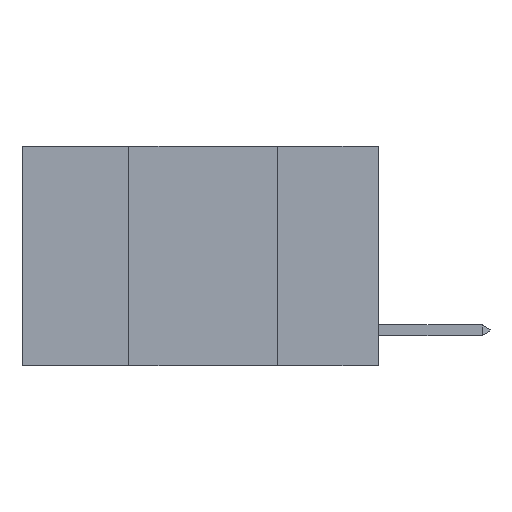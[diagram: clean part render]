
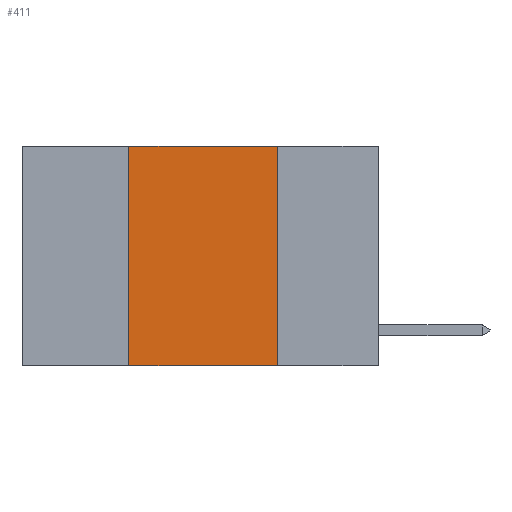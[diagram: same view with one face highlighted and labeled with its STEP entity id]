
A CAD part, left-side view. The second image highlights one B-rep face of the part: STEP entity #411.
In plain terms, the highlighted planar face has unit normal (-1, 0, 0).
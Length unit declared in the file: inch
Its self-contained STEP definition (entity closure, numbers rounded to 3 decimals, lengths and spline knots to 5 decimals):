
#63 = DIRECTION ( 'NONE',  ( 0., 0., -1. ) ) ;
#411 = ADVANCED_FACE ( 'NONE', ( #1992 ), #10721, .F. ) ;
#670 = VERTEX_POINT ( 'NONE', #8438 ) ;
#717 = DIRECTION ( 'NONE',  ( 0., -1., 0. ) ) ;
#1946 = DIRECTION ( 'NONE',  ( 0., 0., 1. ) ) ;
#1992 = FACE_OUTER_BOUND ( 'NONE', #14171, .T. ) ;
#2436 = EDGE_CURVE ( 'NONE', #670, #10776, #15874, .T. ) ;
#2681 = ORIENTED_EDGE ( 'NONE', *, *, #3722, .F. ) ;
#3301 = ORIENTED_EDGE ( 'NONE', *, *, #3719, .F. ) ;
#3717 = ORIENTED_EDGE ( 'NONE', *, *, #2436, .F. ) ;
#3719 = EDGE_CURVE ( 'NONE', #10776, #12235, #16353, .T. ) ;
#3722 = EDGE_CURVE ( 'NONE', #14571, #670, #16728, .T. ) ;
#3857 = EDGE_CURVE ( 'NONE', #14571, #12235, #7488, .T. ) ;
#5599 = VECTOR ( 'NONE', #12000, 39.37008 ) ;
#5875 = CARTESIAN_POINT ( 'NONE',  ( 0., 0.42, 0. ) ) ;
#6153 = ORIENTED_EDGE ( 'NONE', *, *, #3857, .T. ) ;
#6774 = AXIS2_PLACEMENT_3D ( 'NONE', #10155, #7882, #63 ) ;
#7488 = LINE ( 'NONE', #16449, #10509 ) ;
#7882 = DIRECTION ( 'NONE',  ( 1., 0., 0. ) ) ;
#8438 = CARTESIAN_POINT ( 'NONE',  ( 0., 0.42, 0. ) ) ;
#9922 = VECTOR ( 'NONE', #12300, 39.37008 ) ;
#10155 = CARTESIAN_POINT ( 'NONE',  ( 0., 0.6, 0. ) ) ;
#10509 = VECTOR ( 'NONE', #717, 39.37008 ) ;
#10617 = CARTESIAN_POINT ( 'NONE',  ( 0., 0.17, 0. ) ) ;
#10719 = CARTESIAN_POINT ( 'NONE',  ( 0., 0.6, 0. ) ) ;
#10721 = PLANE ( 'NONE',  #6774 ) ;
#10776 = VERTEX_POINT ( 'NONE', #10617 ) ;
#11534 = CARTESIAN_POINT ( 'NONE',  ( 0., 0.42, -0.37 ) ) ;
#12000 = DIRECTION ( 'NONE',  ( 0., -1., 0. ) ) ;
#12235 = VERTEX_POINT ( 'NONE', #13476 ) ;
#12300 = DIRECTION ( 'NONE',  ( 0., 0., -1. ) ) ;
#13476 = CARTESIAN_POINT ( 'NONE',  ( 0., 0.17, -0.37 ) ) ;
#13613 = CARTESIAN_POINT ( 'NONE',  ( 0., 0.17, 0. ) ) ;
#14171 = EDGE_LOOP ( 'NONE', ( #3301, #3717, #2681, #6153 ) ) ;
#14571 = VERTEX_POINT ( 'NONE', #11534 ) ;
#15874 = LINE ( 'NONE', #10719, #5599 ) ;
#15944 = VECTOR ( 'NONE', #1946, 39.37008 ) ;
#16353 = LINE ( 'NONE', #13613, #9922 ) ;
#16449 = CARTESIAN_POINT ( 'NONE',  ( 0., 0.6, -0.37 ) ) ;
#16728 = LINE ( 'NONE', #5875, #15944 ) ;
